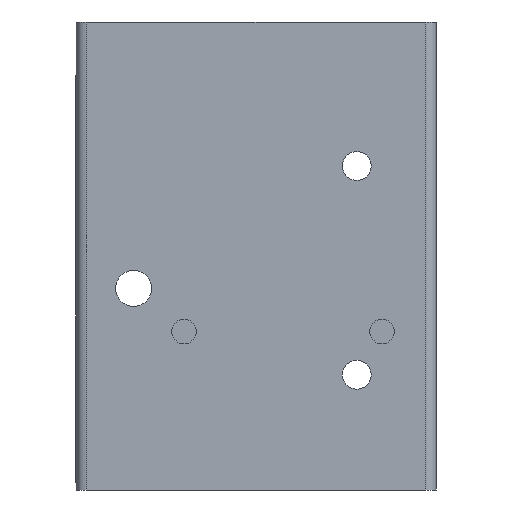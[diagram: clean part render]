
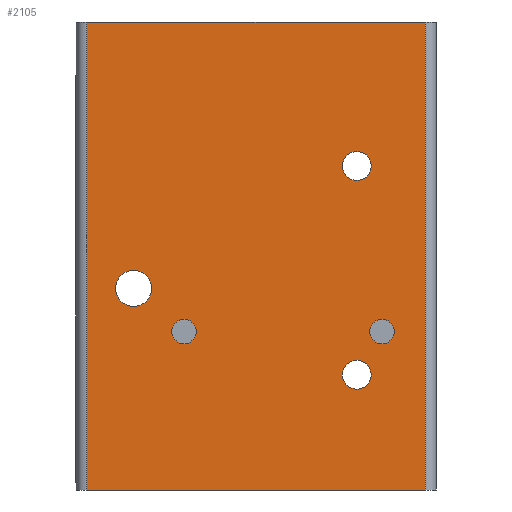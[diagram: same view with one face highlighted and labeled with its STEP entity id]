
A CAD part, front view. The second image highlights one B-rep face of the part: STEP entity #2105.
In plain terms, the highlighted planar face has unit normal (0, -1, 0).
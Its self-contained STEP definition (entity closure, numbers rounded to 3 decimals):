
#46 = VECTOR ( 'NONE', #417, 1000. ) ;
#50 = DIRECTION ( 'NONE',  ( 0., 1., 0. ) ) ;
#57 = VERTEX_POINT ( 'NONE', #681 ) ;
#136 = VERTEX_POINT ( 'NONE', #1956 ) ;
#168 = CARTESIAN_POINT ( 'NONE',  ( -20., -50., 40.6 ) ) ;
#181 = FACE_BOUND ( 'NONE', #526, .T. ) ;
#233 = CARTESIAN_POINT ( 'NONE',  ( -50., -50., 130. ) ) ;
#269 = CARTESIAN_POINT ( 'NONE',  ( -20., -50., 44. ) ) ;
#278 = FACE_OUTER_BOUND ( 'NONE', #2107, .T. ) ;
#284 = CIRCLE ( 'NONE', #1552, 3.4 ) ;
#295 = VECTOR ( 'NONE', #483, 1000. ) ;
#306 = EDGE_LOOP ( 'NONE', ( #1250, #1722 ) ) ;
#353 = EDGE_CURVE ( 'NONE', #2219, #2037, #394, .T. ) ;
#374 = LINE ( 'NONE', #2025, #1061 ) ;
#393 = AXIS2_PLACEMENT_3D ( 'NONE', #1315, #50, #2575 ) ;
#394 = CIRCLE ( 'NONE', #2117, 4. ) ;
#412 = ORIENTED_EDGE ( 'NONE', *, *, #2498, .T. ) ;
#417 = DIRECTION ( 'NONE',  ( 1., 0., 0. ) ) ;
#444 = ORIENTED_EDGE ( 'NONE', *, *, #2601, .T. ) ;
#457 = CARTESIAN_POINT ( 'NONE',  ( 35., -50., 44. ) ) ;
#458 = CARTESIAN_POINT ( 'NONE',  ( -34., -50., 56. ) ) ;
#481 = DIRECTION ( 'NONE',  ( 0., 0., -1. ) ) ;
#482 = AXIS2_PLACEMENT_3D ( 'NONE', #2655, #2639, #2193 ) ;
#483 = DIRECTION ( 'NONE',  ( 1., 0., 0. ) ) ;
#525 = CARTESIAN_POINT ( 'NONE',  ( 35., -50., 44. ) ) ;
#526 = EDGE_LOOP ( 'NONE', ( #546, #2441 ) ) ;
#546 = ORIENTED_EDGE ( 'NONE', *, *, #1322, .T. ) ;
#553 = LINE ( 'NONE', #2166, #295 ) ;
#588 = CARTESIAN_POINT ( 'NONE',  ( 28., -50., 32. ) ) ;
#596 = VERTEX_POINT ( 'NONE', #658 ) ;
#644 = CARTESIAN_POINT ( 'NONE',  ( 47., -50., 130. ) ) ;
#658 = CARTESIAN_POINT ( 'NONE',  ( 28., -50., 28. ) ) ;
#681 = CARTESIAN_POINT ( 'NONE',  ( 35., -50., 47.4 ) ) ;
#703 = EDGE_CURVE ( 'NONE', #1649, #2082, #553, .T. ) ;
#728 = DIRECTION ( 'NONE',  ( 0., 1., 0. ) ) ;
#747 = ORIENTED_EDGE ( 'NONE', *, *, #1652, .T. ) ;
#776 = CIRCLE ( 'NONE', #2160, 4. ) ;
#784 = AXIS2_PLACEMENT_3D ( 'NONE', #2045, #2261, #1007 ) ;
#796 = CARTESIAN_POINT ( 'NONE',  ( -34., -50., 51. ) ) ;
#802 = CIRCLE ( 'NONE', #482, 5. ) ;
#803 = DIRECTION ( 'NONE',  ( 0., 1., 0. ) ) ;
#904 = DIRECTION ( 'NONE',  ( 0., 0., -1. ) ) ;
#940 = ORIENTED_EDGE ( 'NONE', *, *, #703, .T. ) ;
#956 = ORIENTED_EDGE ( 'NONE', *, *, #1177, .F. ) ;
#972 = VERTEX_POINT ( 'NONE', #796 ) ;
#1001 = DIRECTION ( 'NONE',  ( 0., 1., 0. ) ) ;
#1007 = DIRECTION ( 'NONE',  ( 0., 0., -1. ) ) ;
#1018 = CARTESIAN_POINT ( 'NONE',  ( -50., -50., 130. ) ) ;
#1061 = VECTOR ( 'NONE', #2493, 1000. ) ;
#1066 = CARTESIAN_POINT ( 'NONE',  ( 28., -50., 86. ) ) ;
#1145 = EDGE_CURVE ( 'NONE', #972, #1591, #2520, .T. ) ;
#1167 = LINE ( 'NONE', #233, #46 ) ;
#1175 = DIRECTION ( 'NONE',  ( 0., -1., 0. ) ) ;
#1177 = EDGE_CURVE ( 'NONE', #1669, #1497, #2419, .T. ) ;
#1231 = CARTESIAN_POINT ( 'NONE',  ( 47., -50., 0. ) ) ;
#1246 = DIRECTION ( 'NONE',  ( 0., 0., 1. ) ) ;
#1250 = ORIENTED_EDGE ( 'NONE', *, *, #2299, .F. ) ;
#1276 = EDGE_LOOP ( 'NONE', ( #412, #1672 ) ) ;
#1303 = FACE_BOUND ( 'NONE', #306, .T. ) ;
#1315 = CARTESIAN_POINT ( 'NONE',  ( 28., -50., 32. ) ) ;
#1322 = EDGE_CURVE ( 'NONE', #2037, #2219, #776, .T. ) ;
#1334 = AXIS2_PLACEMENT_3D ( 'NONE', #458, #2143, #1543 ) ;
#1356 = AXIS2_PLACEMENT_3D ( 'NONE', #588, #803, #2267 ) ;
#1406 = FACE_BOUND ( 'NONE', #2713, .T. ) ;
#1497 = VERTEX_POINT ( 'NONE', #1606 ) ;
#1543 = DIRECTION ( 'NONE',  ( 0., 0., 1. ) ) ;
#1551 = CARTESIAN_POINT ( 'NONE',  ( 28., -50., 90. ) ) ;
#1552 = AXIS2_PLACEMENT_3D ( 'NONE', #525, #1175, #2241 ) ;
#1570 = ORIENTED_EDGE ( 'NONE', *, *, #2321, .T. ) ;
#1591 = VERTEX_POINT ( 'NONE', #1860 ) ;
#1598 = CIRCLE ( 'NONE', #393, 4. ) ;
#1606 = CARTESIAN_POINT ( 'NONE',  ( -20., -50., 47.4 ) ) ;
#1644 = AXIS2_PLACEMENT_3D ( 'NONE', #269, #2129, #481 ) ;
#1649 = VERTEX_POINT ( 'NONE', #2492 ) ;
#1652 = EDGE_CURVE ( 'NONE', #596, #136, #2645, .T. ) ;
#1669 = VERTEX_POINT ( 'NONE', #168 ) ;
#1671 = AXIS2_PLACEMENT_3D ( 'NONE', #457, #2151, #904 ) ;
#1672 = ORIENTED_EDGE ( 'NONE', *, *, #1145, .T. ) ;
#1681 = DIRECTION ( 'NONE',  ( 0., 0., 1. ) ) ;
#1722 = ORIENTED_EDGE ( 'NONE', *, *, #2028, .F. ) ;
#1726 = VERTEX_POINT ( 'NONE', #1744 ) ;
#1744 = CARTESIAN_POINT ( 'NONE',  ( -47., -50., 130. ) ) ;
#1753 = DIRECTION ( 'NONE',  ( 0., 0., 1. ) ) ;
#1783 = VERTEX_POINT ( 'NONE', #2335 ) ;
#1791 = CARTESIAN_POINT ( 'NONE',  ( 28., -50., 94. ) ) ;
#1860 = CARTESIAN_POINT ( 'NONE',  ( -34., -50., 61. ) ) ;
#1887 = CIRCLE ( 'NONE', #1671, 3.4 ) ;
#1921 = CIRCLE ( 'NONE', #784, 3.4 ) ;
#1956 = CARTESIAN_POINT ( 'NONE',  ( 28., -50., 36. ) ) ;
#1984 = VERTEX_POINT ( 'NONE', #2229 ) ;
#2025 = CARTESIAN_POINT ( 'NONE',  ( -47., -50., 130. ) ) ;
#2028 = EDGE_CURVE ( 'NONE', #57, #1783, #284, .T. ) ;
#2037 = VERTEX_POINT ( 'NONE', #1791 ) ;
#2045 = CARTESIAN_POINT ( 'NONE',  ( -20., -50., 44. ) ) ;
#2082 = VERTEX_POINT ( 'NONE', #1231 ) ;
#2105 = ADVANCED_FACE ( 'NONE', ( #1406, #1303, #2416, #2481, #181, #278 ), #2282, .F. ) ;
#2107 = EDGE_LOOP ( 'NONE', ( #940, #2547, #2275, #444 ) ) ;
#2117 = AXIS2_PLACEMENT_3D ( 'NONE', #2456, #1001, #2443 ) ;
#2129 = DIRECTION ( 'NONE',  ( 0., -1., 0. ) ) ;
#2131 = EDGE_CURVE ( 'NONE', #1497, #1669, #1921, .T. ) ;
#2138 = LINE ( 'NONE', #644, #2681 ) ;
#2143 = DIRECTION ( 'NONE',  ( 0., 1., 0. ) ) ;
#2151 = DIRECTION ( 'NONE',  ( 0., -1., 0. ) ) ;
#2160 = AXIS2_PLACEMENT_3D ( 'NONE', #1551, #728, #1753 ) ;
#2166 = CARTESIAN_POINT ( 'NONE',  ( -50., -50., 0. ) ) ;
#2190 = EDGE_CURVE ( 'NONE', #2082, #1984, #2138, .T. ) ;
#2193 = DIRECTION ( 'NONE',  ( 0., 0., 1. ) ) ;
#2213 = EDGE_CURVE ( 'NONE', #1726, #1984, #1167, .T. ) ;
#2219 = VERTEX_POINT ( 'NONE', #1066 ) ;
#2229 = CARTESIAN_POINT ( 'NONE',  ( 47., -50., 130. ) ) ;
#2241 = DIRECTION ( 'NONE',  ( 0., 0., -1. ) ) ;
#2261 = DIRECTION ( 'NONE',  ( 0., -1., 0. ) ) ;
#2267 = DIRECTION ( 'NONE',  ( 0., 0., 1. ) ) ;
#2275 = ORIENTED_EDGE ( 'NONE', *, *, #2213, .F. ) ;
#2282 = PLANE ( 'NONE',  #2615 ) ;
#2299 = EDGE_CURVE ( 'NONE', #1783, #57, #1887, .T. ) ;
#2321 = EDGE_CURVE ( 'NONE', #136, #596, #1598, .T. ) ;
#2335 = CARTESIAN_POINT ( 'NONE',  ( 35., -50., 40.6 ) ) ;
#2416 = FACE_BOUND ( 'NONE', #1276, .T. ) ;
#2419 = CIRCLE ( 'NONE', #1644, 3.4 ) ;
#2441 = ORIENTED_EDGE ( 'NONE', *, *, #353, .T. ) ;
#2443 = DIRECTION ( 'NONE',  ( 0., 0., 1. ) ) ;
#2456 = CARTESIAN_POINT ( 'NONE',  ( 28., -50., 90. ) ) ;
#2466 = DIRECTION ( 'NONE',  ( 0., 1., 0. ) ) ;
#2478 = ORIENTED_EDGE ( 'NONE', *, *, #2131, .F. ) ;
#2481 = FACE_BOUND ( 'NONE', #2603, .T. ) ;
#2492 = CARTESIAN_POINT ( 'NONE',  ( -47., -50., 0. ) ) ;
#2493 = DIRECTION ( 'NONE',  ( 0., 0., -1. ) ) ;
#2498 = EDGE_CURVE ( 'NONE', #1591, #972, #802, .T. ) ;
#2520 = CIRCLE ( 'NONE', #1334, 5. ) ;
#2547 = ORIENTED_EDGE ( 'NONE', *, *, #2190, .T. ) ;
#2575 = DIRECTION ( 'NONE',  ( 0., 0., 1. ) ) ;
#2601 = EDGE_CURVE ( 'NONE', #1726, #1649, #374, .T. ) ;
#2603 = EDGE_LOOP ( 'NONE', ( #1570, #747 ) ) ;
#2615 = AXIS2_PLACEMENT_3D ( 'NONE', #1018, #2466, #1246 ) ;
#2639 = DIRECTION ( 'NONE',  ( 0., 1., 0. ) ) ;
#2645 = CIRCLE ( 'NONE', #1356, 4. ) ;
#2655 = CARTESIAN_POINT ( 'NONE',  ( -34., -50., 56. ) ) ;
#2681 = VECTOR ( 'NONE', #1681, 1000. ) ;
#2713 = EDGE_LOOP ( 'NONE', ( #956, #2478 ) ) ;
